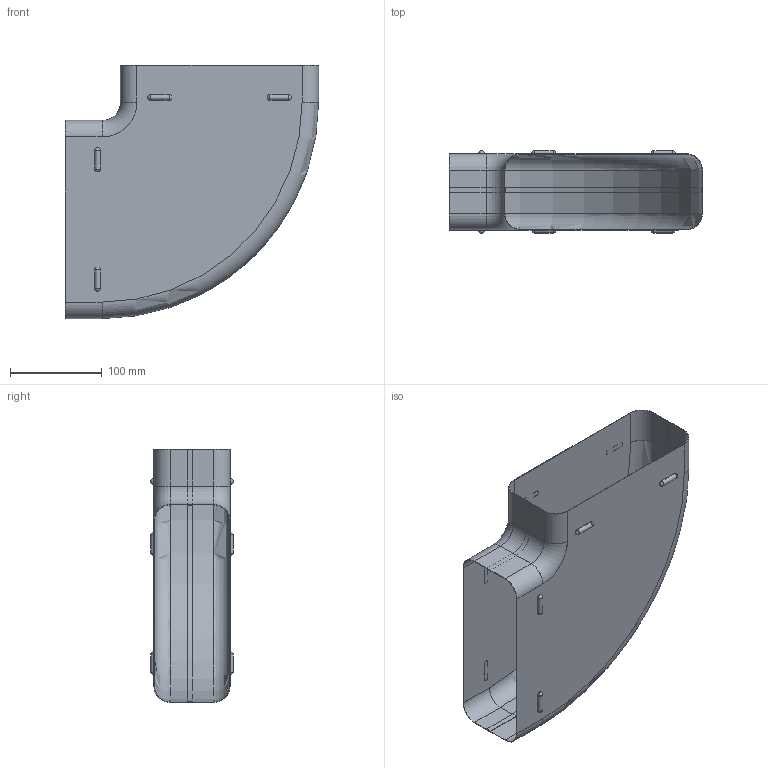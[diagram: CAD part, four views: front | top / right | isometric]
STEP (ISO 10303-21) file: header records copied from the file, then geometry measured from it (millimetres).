
FILE_DESCRIPTION(('STEP AP203'),'1');
FILE_NAME('.STP','2019-11-15T10:57:07',(' '),(' '),'Spatial InterOp 3D',' ',' ');
FILE_SCHEMA(('CONFIG_CONTROL_DESIGN'));
Length unit declared in the file: millimetre
Products named in the file (1): 1
Bounding box: 276 x 90 x 276 mm (x, y, z)
Volume: 98396.9 mm3; surface area: 322789.8 mm2
Topology: 1 solids, 9 shells, 178 faces, 440 edges, 256 vertices
Faces by surface type: cylinder 72, plane 66, sphere 32, torus 8
Entity records: 5064 total; most frequent: DIRECTION 950, CARTESIAN_POINT 843, ORIENTED_EDGE 816, EDGE_CURVE 408, AXIS2_PLACEMENT_3D 363, VERTEX_POINT 256, LINE 224, VECTOR 224
